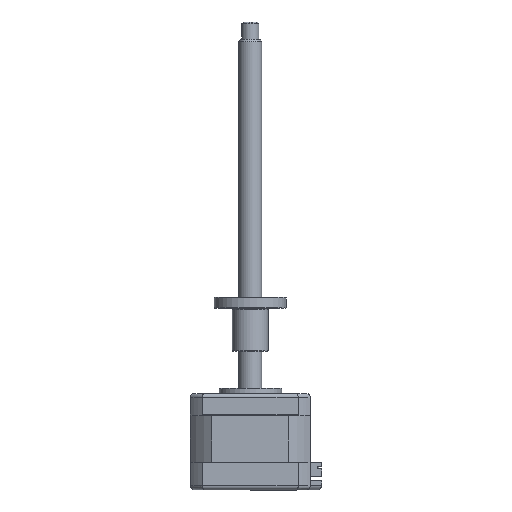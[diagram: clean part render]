
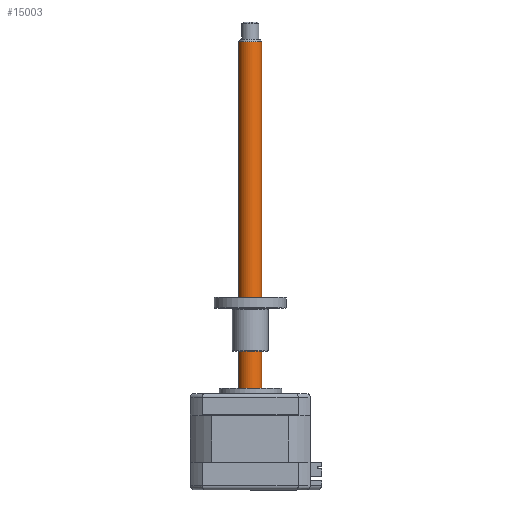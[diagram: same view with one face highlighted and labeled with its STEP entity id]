
A CAD part, top view. The second image highlights one B-rep face of the part: STEP entity #15003.
In plain terms, the highlighted cylindrical face has radius 4 mm (diameter 8 mm), a full revolution.
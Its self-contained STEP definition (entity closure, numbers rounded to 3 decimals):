
#625 = DIRECTION ( 'NONE',  ( 0., -1., 0. ) ) ;
#887 = CIRCLE ( 'NONE', #3690, 4. ) ;
#1187 = CYLINDRICAL_SURFACE ( 'NONE', #1654, 4. ) ;
#1654 = AXIS2_PLACEMENT_3D ( 'NONE', #7147, #625, #29820 ) ;
#2177 = DIRECTION ( 'NONE',  ( 0., -1., 0. ) ) ;
#3690 = AXIS2_PLACEMENT_3D ( 'NONE', #21559, #2177, #24833 ) ;
#7147 = CARTESIAN_POINT ( 'NONE',  ( -17.581, 122.092, 33.35 ) ) ;
#7405 = CARTESIAN_POINT ( 'NONE',  ( -17.581, -2.908, 33.35 ) ) ;
#10515 = VERTEX_POINT ( 'NONE', #39841 ) ;
#10654 = DIRECTION ( 'NONE',  ( 0.808, 0., -0.589 ) ) ;
#15003 = ADVANCED_FACE ( 'NONE', ( #35638, #36626 ), #1187, .T. ) ;
#17053 = CIRCLE ( 'NONE', #38937, 4. ) ;
#17557 = EDGE_LOOP ( 'NONE', ( #18847 ) ) ;
#18847 = ORIENTED_EDGE ( 'NONE', *, *, #26071, .T. ) ;
#19550 = ORIENTED_EDGE ( 'NONE', *, *, #32573, .F. ) ;
#21559 = CARTESIAN_POINT ( 'NONE',  ( -17.581, 121.092, 33.35 ) ) ;
#23158 = VERTEX_POINT ( 'NONE', #26719 ) ;
#24833 = DIRECTION ( 'NONE',  ( -0.808, 0., 0.589 ) ) ;
#26071 = EDGE_CURVE ( 'NONE', #23158, #23158, #887, .T. ) ;
#26719 = CARTESIAN_POINT ( 'NONE',  ( -20.813, 121.092, 35.708 ) ) ;
#29820 = DIRECTION ( 'NONE',  ( 0.808, 0., -0.589 ) ) ;
#30058 = DIRECTION ( 'NONE',  ( 0., -1., 0. ) ) ;
#32573 = EDGE_CURVE ( 'NONE', #10515, #10515, #17053, .T. ) ;
#35638 = FACE_OUTER_BOUND ( 'NONE', #17557, .T. ) ;
#36626 = FACE_OUTER_BOUND ( 'NONE', #39924, .T. ) ;
#38937 = AXIS2_PLACEMENT_3D ( 'NONE', #7405, #30058, #10654 ) ;
#39841 = CARTESIAN_POINT ( 'NONE',  ( -14.35, -2.908, 30.992 ) ) ;
#39924 = EDGE_LOOP ( 'NONE', ( #19550 ) ) ;
